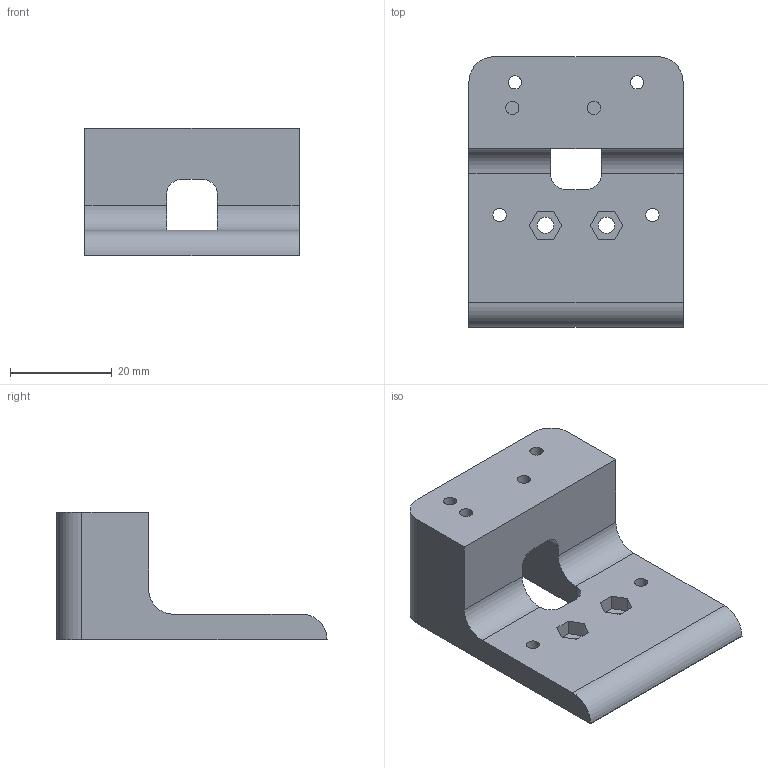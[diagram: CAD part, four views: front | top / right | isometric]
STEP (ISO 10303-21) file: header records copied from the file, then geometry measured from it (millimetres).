
FILE_DESCRIPTION(('FreeCAD Model'),'2;1');
FILE_NAME('extruder-holder-x1.step', '2019-07-05T20:19:06',('Author'),(''), 'Open CASCADE STEP processor 6.8','FreeCAD','Unknown');
FILE_SCHEMA(('AUTOMOTIVE_DESIGN_CC2 { 1 2 10303 214 -1 1 5 4 }'));
Length unit declared in the file: millimetre
Products named in the file (2): ASSEMBLY; extruder-holder
Assembly tree (1 placements, depth 2):
  ASSEMBLY
    extruder-holder
Bounding box: 42 x 53 x 25 mm (x, y, z)
Volume: 22323.8 mm3; surface area: 8465 mm2
Topology: 1 solids, 1 shells, 45 faces, 123 edges, 82 vertices
Faces by surface type: plane 28, cylinder 17
Full cylindrical faces by diameter (mm): 2.6 x6, 3.2 x2
Entity records: 3073 total; most frequent: CARTESIAN_POINT 594, DIRECTION 441, LINE 253, VECTOR 253, ORIENTED_EDGE 246, PCURVE 246, DEFINITIONAL_REPRESENTATION 246, EDGE_CURVE 123
